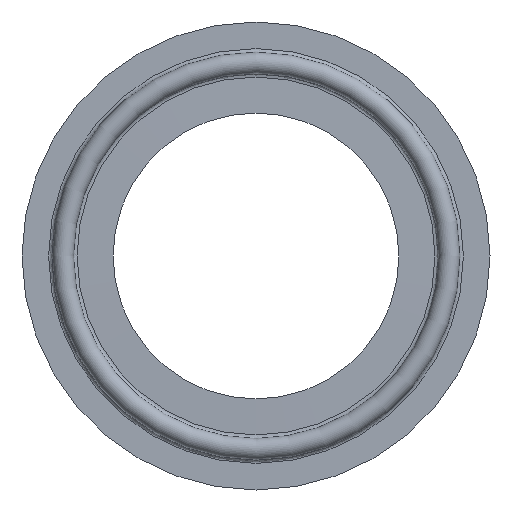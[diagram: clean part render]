
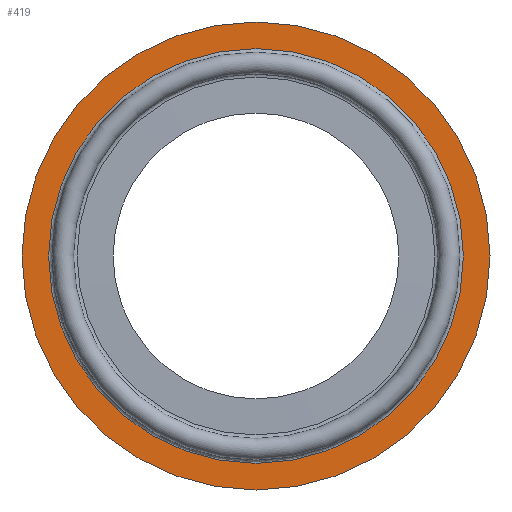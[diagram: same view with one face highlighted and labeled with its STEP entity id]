
A CAD part, left-side view. The second image highlights one B-rep face of the part: STEP entity #419.
In plain terms, the highlighted planar face has unit normal (-1, 0, 0).
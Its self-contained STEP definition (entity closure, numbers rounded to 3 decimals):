
#385=CARTESIAN_POINT('',(-0.85,23.35,0.0));
#386=VERTEX_POINT('',#385);
#387=CARTESIAN_POINT('',(-0.85,0.0,0.0));
#388=DIRECTION('',(1.0,0.0,0.0));
#389=DIRECTION('',(0.0,1.0,0.0));
#390=AXIS2_PLACEMENT_3D('',#387,#388,#389);
#391=CIRCLE('',#390,23.35);
#392=EDGE_CURVE('',#386,#386,#391,.T.);
#400=CARTESIAN_POINT('',(-0.85,24.85,0.0));
#401=DIRECTION('',(-1.0,0.0,0.0));
#402=DIRECTION('',(0.0,0.0,1.0));
#403=AXIS2_PLACEMENT_3D('',#400,#401,#402);
#404=PLANE('',#403);
#405=CARTESIAN_POINT('',(-0.85,26.35,0.0));
#406=VERTEX_POINT('',#405);
#407=CARTESIAN_POINT('',(-0.85,0.0,0.0));
#408=DIRECTION('',(1.0,0.0,0.0));
#409=DIRECTION('',(0.0,1.0,0.0));
#410=AXIS2_PLACEMENT_3D('',#407,#408,#409);
#411=CIRCLE('',#410,26.35);
#412=EDGE_CURVE('',#406,#406,#411,.T.);
#413=ORIENTED_EDGE('',*,*,#412,.F.);
#414=EDGE_LOOP('',(#413));
#415=FACE_OUTER_BOUND('',#414,.T.);
#416=ORIENTED_EDGE('',*,*,#392,.T.);
#417=EDGE_LOOP('',(#416));
#418=FACE_BOUND('',#417,.T.);
#419=ADVANCED_FACE('',(#415,#418),#404,.T.);
